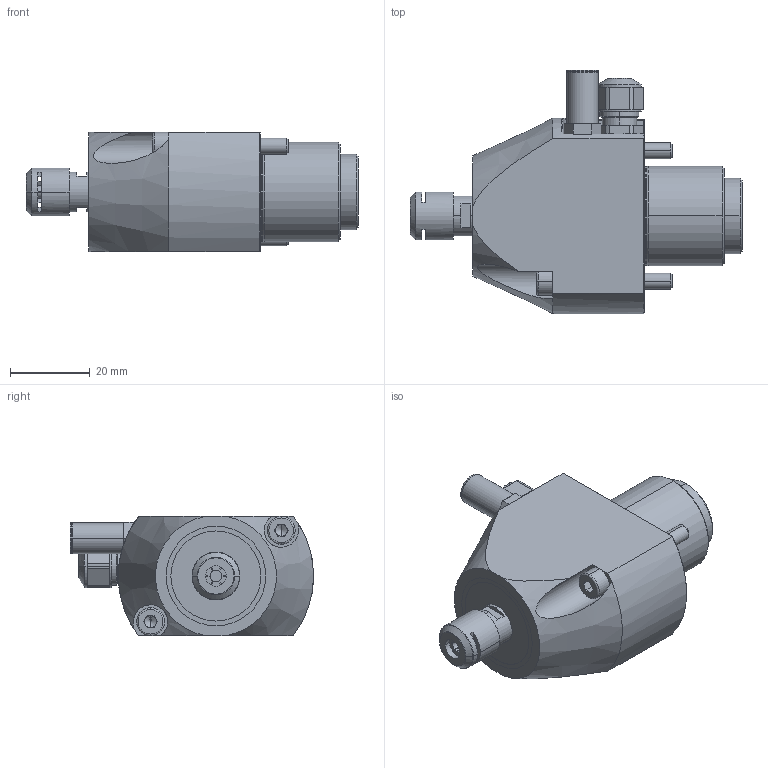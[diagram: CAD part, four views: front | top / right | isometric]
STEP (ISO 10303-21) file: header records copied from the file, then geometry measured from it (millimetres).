
FILE_DESCRIPTION (( 'STEP AP203' ), '1' );
FILE_NAME ('025S060PS-88-.STEP', '2012-04-26T09:34:12', ( 'FM10CAD1' ), ( 'IBAG Switzerland AG' ), 'SwSTEP 2.0', 'SolidWorks 2010', '' );
FILE_SCHEMA (( 'CONFIG_CONTROL_DESIGN' ));
Length unit declared in the file: millimetre
Products named in the file (1): 025S060PS-88-
Bounding box: 83.28 x 61 x 30 mm (x, y, z)
Surface area: 16947.2 mm2 (no closed solid volume)
Topology: 0 solids, 21 shells, 240 faces, 736 edges, 503 vertices
Faces by surface type: plane 102, cylinder 87, cone 32, torus 18, bspline 1
Entity records: 8621 total; most frequent: CARTESIAN_POINT 1856, DIRECTION 1517, ORIENTED_EDGE 1203, EDGE_CURVE 732, AXIS2_PLACEMENT_3D 591, VERTEX_POINT 503, CIRCLE 351, LINE 335
